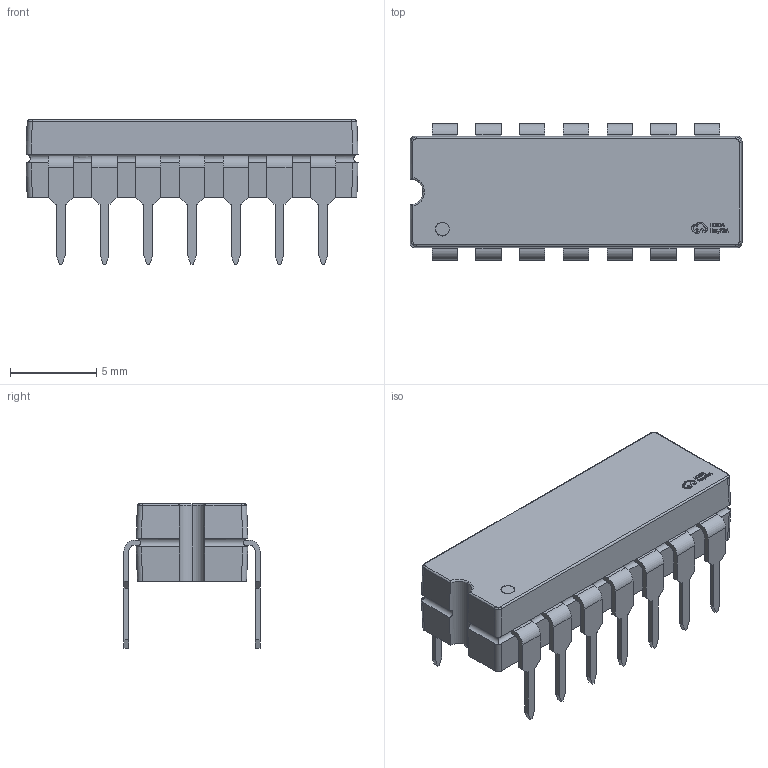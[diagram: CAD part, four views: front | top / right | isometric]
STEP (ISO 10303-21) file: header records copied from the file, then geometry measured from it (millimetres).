
FILE_DESCRIPTION (( 'STEP AP214' ), '1' );
FILE_NAME ('PDIP-14_L19.3-W6.5-P2.54-LS7.6-BL.step', '2022-06-21T14:20:17', ( '' ), ( '' ), 'SwSTEP 2.0', 'SolidWorks 2020', '' );
FILE_SCHEMA (( 'AUTOMOTIVE_DESIGN' ));
Length unit declared in the file: millimetre
Products named in the file (1): PDIP-14_L19.3-W6.5-P2.54-LS7.6-BL
Bounding box: 19.28 x 7.91 x 8.41 mm (x, y, z)
Volume: 573 mm3; surface area: 707.9 mm2
Topology: 1 solids, 1 shells, 566 faces, 1560 edges, 1037 vertices
Faces by surface type: plane 394, bspline 120, cylinder 48, torus 4
Entity records: 25413 total; most frequent: CARTESIAN_POINT 5548, ORIENTED_EDGE 3120, DIRECTION 2285, EDGE_CURVE 1560, LINE 1173, VECTOR 1173, VERTEX_POINT 1037, EDGE_LOOP 607
